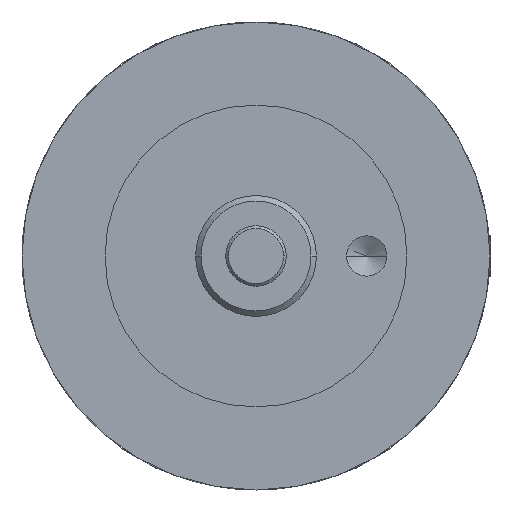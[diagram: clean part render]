
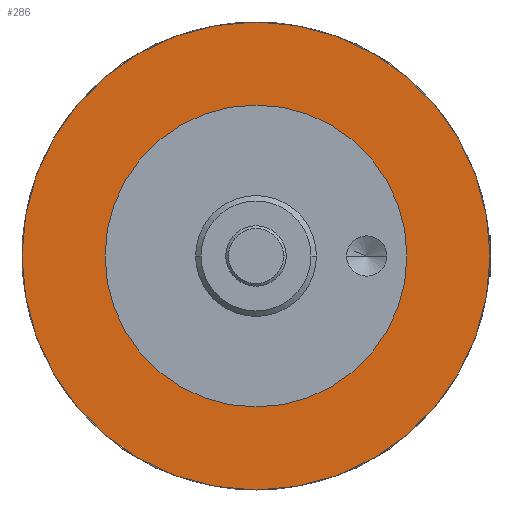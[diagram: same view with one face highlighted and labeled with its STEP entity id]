
A CAD part, front view. The second image highlights one B-rep face of the part: STEP entity #286.
In plain terms, the highlighted planar face has unit normal (0, -1, 0).
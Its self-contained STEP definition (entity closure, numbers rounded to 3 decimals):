
#286=ADVANCED_FACE('',(#651,#652),#653,.T.);
#651=FACE_OUTER_BOUND('',#1131,.T.);
#652=FACE_BOUND('',#1132,.T.);
#653=PLANE('',#1133);
#1131=EDGE_LOOP('',(#1849,#1850));
#1132=EDGE_LOOP('',(#1851,#1852));
#1133=AXIS2_PLACEMENT_3D('',#1853,#1854,#1855);
#1849=ORIENTED_EDGE('',*,*,#2712,.F.);
#1850=ORIENTED_EDGE('',*,*,#2881,.F.);
#1851=ORIENTED_EDGE('',*,*,#2731,.T.);
#1852=ORIENTED_EDGE('',*,*,#2878,.T.);
#1853=CARTESIAN_POINT('',(19.125,7.5,0.0));
#1854=DIRECTION('',(0.,-1.0,-0.0));
#1855=DIRECTION('',(-1.0,0.,0.0));
#2712=EDGE_CURVE('',#3196,#3199,#3200,.T.);
#2731=EDGE_CURVE('',#3230,#3234,#3236,.T.);
#2878=EDGE_CURVE('',#3234,#3230,#3444,.T.);
#2881=EDGE_CURVE('',#3199,#3196,#3447,.T.);
#3196=VERTEX_POINT('',#3900);
#3199=VERTEX_POINT('',#3904);
#3200=CIRCLE('',#3905,23.25);
#3230=VERTEX_POINT('',#3942);
#3234=VERTEX_POINT('',#3947);
#3236=CIRCLE('',#3950,15.0);
#3444=CIRCLE('',#4314,15.0);
#3447=CIRCLE('',#4317,23.25);
#3900=CARTESIAN_POINT('',(23.25,7.5,0.0));
#3904=CARTESIAN_POINT('',(-23.25,7.5,0.));
#3905=AXIS2_PLACEMENT_3D('',#5830,#5831,#5832);
#3942=CARTESIAN_POINT('',(15.0,7.5,0.0));
#3947=CARTESIAN_POINT('',(-15.0,7.5,0.));
#3950=AXIS2_PLACEMENT_3D('',#5866,#5867,#5868);
#4314=AXIS2_PLACEMENT_3D('',#6046,#6047,#6048);
#4317=AXIS2_PLACEMENT_3D('',#6052,#6053,#6054);
#5830=CARTESIAN_POINT('',(0.0,7.5,0.0));
#5831=DIRECTION('',(-0.0,1.0,0.0));
#5832=DIRECTION('',(1.0,0.0,0.0));
#5866=CARTESIAN_POINT('',(0.0,7.5,0.0));
#5867=DIRECTION('',(-0.0,1.0,0.0));
#5868=DIRECTION('',(1.0,0.0,0.0));
#6046=CARTESIAN_POINT('',(0.0,7.5,0.0));
#6047=DIRECTION('',(-0.0,1.0,0.0));
#6048=DIRECTION('',(1.0,0.0,0.0));
#6052=CARTESIAN_POINT('',(0.0,7.5,0.0));
#6053=DIRECTION('',(-0.0,1.0,0.0));
#6054=DIRECTION('',(1.0,0.0,0.0));
